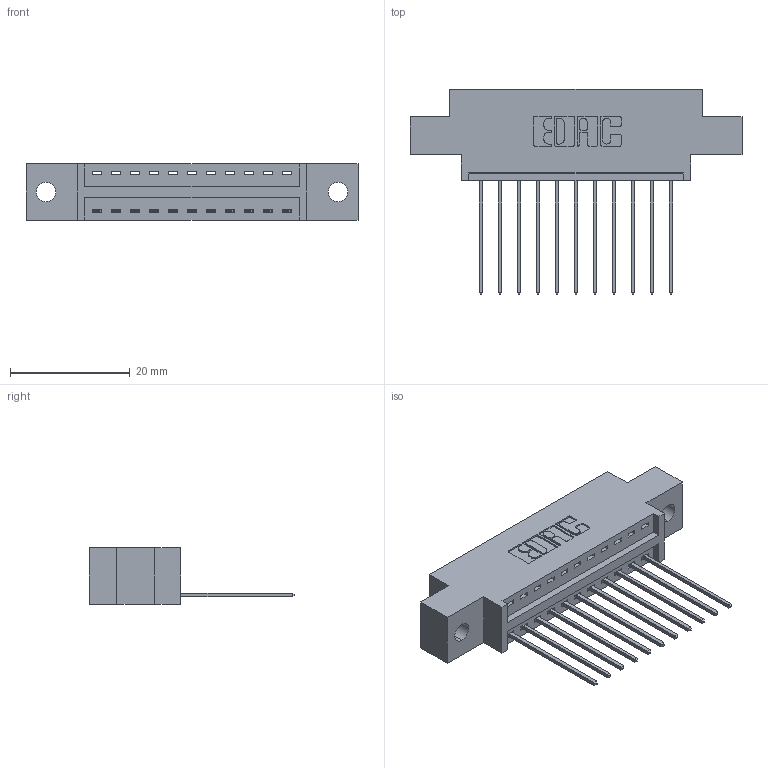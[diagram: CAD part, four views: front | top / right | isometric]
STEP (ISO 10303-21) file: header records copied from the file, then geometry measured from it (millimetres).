
FILE_DESCRIPTION (( 'STEP AP203' ), '1' );
FILE_NAME ('346-011-541-602.STEP', '2018-08-17T09:01:23', ( '' ), ( '' ), 'SwSTEP 2.0', 'SolidWorks 2016', '' );
FILE_SCHEMA (( 'CONFIG_CONTROL_DESIGN' ));
Length unit declared in the file: inch
Products named in the file (3): 345-292-001_345-293-141; 346-011-541-602; 346 Part_0.170 Offset - 0.128 Dia
Assembly tree (12 placements, depth 2):
  346-011-541-602
    346 Part_0.170 Offset - 0.128 Dia
    345-292-001_345-293-141  x11
Bounding box: 55.5 x 34.29 x 9.4 mm (x, y, z)
Volume: 4943.9 mm3; surface area: 5950.6 mm2
Topology: 12 solids, 12 shells, 764 faces, 2277 edges, 1502 vertices
Faces by surface type: plane 520, cylinder 244
Entity records: 11153 total; most frequent: CARTESIAN_POINT 1929, ORIENTED_EDGE 1874, DIRECTION 1739, EDGE_CURVE 937, VECTOR 761, LINE 761, VERTEX_POINT 622, AXIS2_PLACEMENT_3D 489
